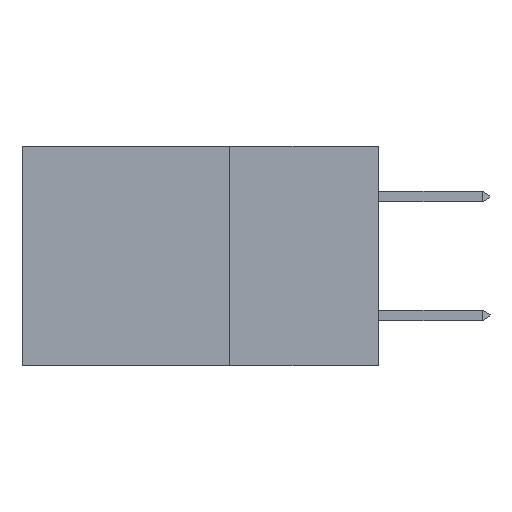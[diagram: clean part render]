
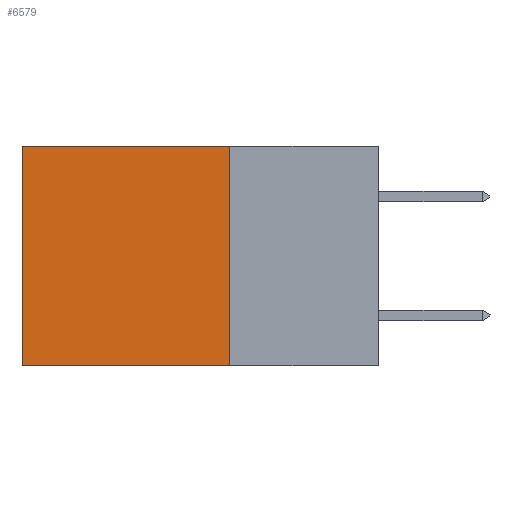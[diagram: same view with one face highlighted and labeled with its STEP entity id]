
A CAD part, left-side view. The second image highlights one B-rep face of the part: STEP entity #6579.
In plain terms, the highlighted planar face has unit normal (-1, 0, 0).
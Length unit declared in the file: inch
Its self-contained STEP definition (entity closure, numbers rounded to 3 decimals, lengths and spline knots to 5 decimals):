
#484 = CARTESIAN_POINT ( 'NONE',  ( 0.2615, 0.6, -0.37 ) ) ;
#540 = VECTOR ( 'NONE', #9970, 39.37008 ) ;
#588 = DIRECTION ( 'NONE',  ( 1., 0., 0. ) ) ;
#660 = FACE_OUTER_BOUND ( 'NONE', #2629, .T. ) ;
#888 = LINE ( 'NONE', #1233, #540 ) ;
#964 = CARTESIAN_POINT ( 'NONE',  ( 0.2615, 0.6, 0. ) ) ;
#996 = ORIENTED_EDGE ( 'NONE', *, *, #6957, .F. ) ;
#1233 = CARTESIAN_POINT ( 'NONE',  ( 0.2615, 0.25, -0.37 ) ) ;
#2050 = VERTEX_POINT ( 'NONE', #964 ) ;
#2104 = PLANE ( 'NONE',  #7165 ) ;
#2629 = EDGE_LOOP ( 'NONE', ( #8751, #4270, #996, #8228 ) ) ;
#2807 = CARTESIAN_POINT ( 'NONE',  ( 0.2615, 0.6, -0.37 ) ) ;
#2901 = DIRECTION ( 'NONE',  ( 0., 0., -1. ) ) ;
#2943 = LINE ( 'NONE', #3108, #7969 ) ;
#3073 = VERTEX_POINT ( 'NONE', #9926 ) ;
#3075 = CARTESIAN_POINT ( 'NONE',  ( 0.2615, 0.25, -0.37 ) ) ;
#3108 = CARTESIAN_POINT ( 'NONE',  ( 0.2615, 0.25, -0.37 ) ) ;
#4270 = ORIENTED_EDGE ( 'NONE', *, *, #8743, .F. ) ;
#4341 = LINE ( 'NONE', #9933, #5457 ) ;
#5457 = VECTOR ( 'NONE', #7573, 39.37008 ) ;
#5824 = LINE ( 'NONE', #484, #7040 ) ;
#6579 = ADVANCED_FACE ( 'NONE', ( #660 ), #2104, .F. ) ;
#6957 = EDGE_CURVE ( 'NONE', #3073, #7345, #2943, .T. ) ;
#7040 = VECTOR ( 'NONE', #10016, 39.37008 ) ;
#7165 = AXIS2_PLACEMENT_3D ( 'NONE', #8385, #588, #2901 ) ;
#7345 = VERTEX_POINT ( 'NONE', #3075 ) ;
#7573 = DIRECTION ( 'NONE',  ( 0., 1., 0. ) ) ;
#7861 = DIRECTION ( 'NONE',  ( 0., 0., -1. ) ) ;
#7969 = VECTOR ( 'NONE', #7861, 39.37008 ) ;
#8049 = EDGE_CURVE ( 'NONE', #2050, #9388, #5824, .T. ) ;
#8228 = ORIENTED_EDGE ( 'NONE', *, *, #8451, .T. ) ;
#8385 = CARTESIAN_POINT ( 'NONE',  ( 0.2615, 0.25, -0.37 ) ) ;
#8451 = EDGE_CURVE ( 'NONE', #3073, #2050, #4341, .T. ) ;
#8743 = EDGE_CURVE ( 'NONE', #7345, #9388, #888, .T. ) ;
#8751 = ORIENTED_EDGE ( 'NONE', *, *, #8049, .T. ) ;
#9388 = VERTEX_POINT ( 'NONE', #2807 ) ;
#9926 = CARTESIAN_POINT ( 'NONE',  ( 0.2615, 0.25, 0. ) ) ;
#9933 = CARTESIAN_POINT ( 'NONE',  ( 0.2615, 0.25, 0. ) ) ;
#9970 = DIRECTION ( 'NONE',  ( 0., 1., 0. ) ) ;
#10016 = DIRECTION ( 'NONE',  ( 0., 0., -1. ) ) ;
